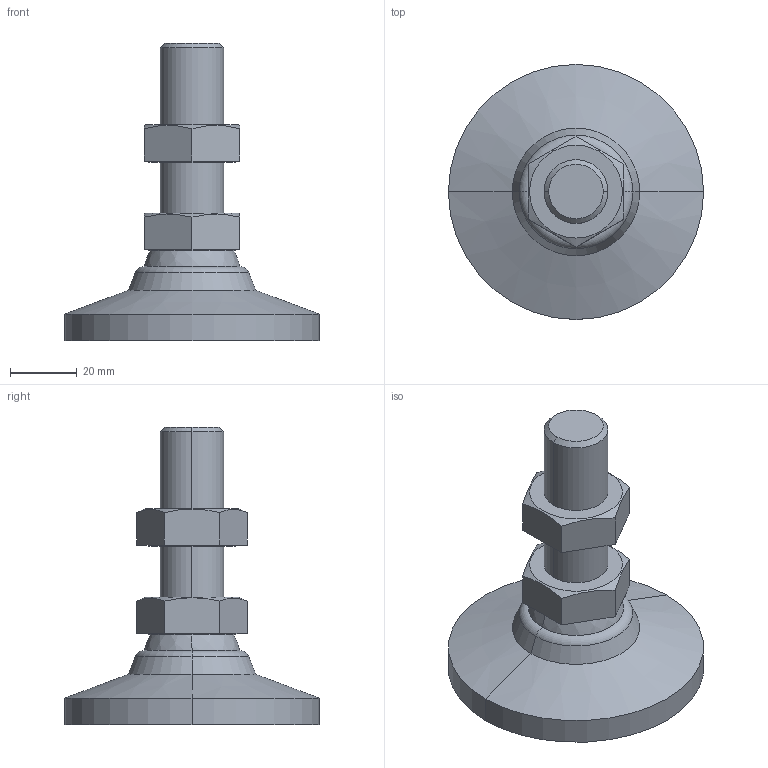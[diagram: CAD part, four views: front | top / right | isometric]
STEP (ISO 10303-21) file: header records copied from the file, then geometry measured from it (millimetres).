
FILE_DESCRIPTION((''),'2;1');
FILE_NAME('13FF8119.stp','2015-07-15T08:44:56',(''),(''),'Mechanical Desktop 2011','Mechanical Desktop 2011',', , ');
FILE_SCHEMA(('AUTOMOTIVE_DESIGN { 1 2 10303 214 1 1 1 1 }'));
Length unit declared in the file: inch
Products named in the file (1): Product
Bounding box: 76.2 x 76.2 x 88.9 mm (x, y, z)
Volume: 91668.3 mm3; surface area: 20858.3 mm2
Topology: 3 solids, 3 shells, 47 faces, 104 edges, 66 vertices
Faces by surface type: plane 21, cylinder 12, cone 10, torus 2, bspline 2
Entity records: 1388 total; most frequent: CARTESIAN_POINT 302, DIRECTION 222, ORIENTED_EDGE 208, EDGE_CURVE 104, AXIS2_PLACEMENT_3D 88, VERTEX_POINT 66, EDGE_LOOP 54, FACE_OUTER_BOUND 47
